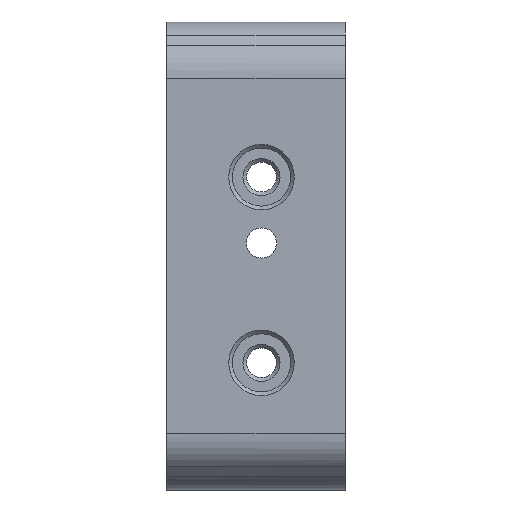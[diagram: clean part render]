
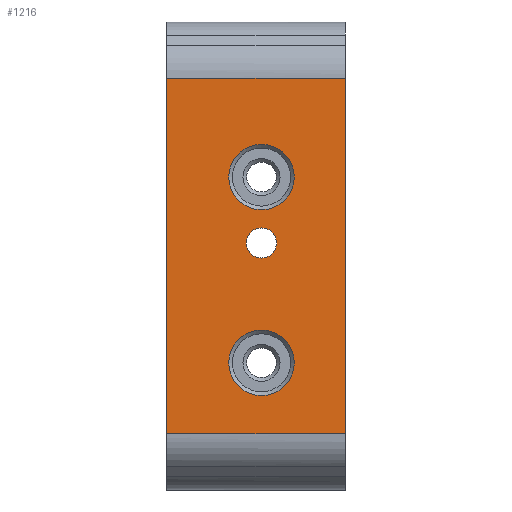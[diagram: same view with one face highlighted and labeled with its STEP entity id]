
A CAD part, front view. The second image highlights one B-rep face of the part: STEP entity #1216.
In plain terms, the highlighted planar face has unit normal (0, -1, 0).
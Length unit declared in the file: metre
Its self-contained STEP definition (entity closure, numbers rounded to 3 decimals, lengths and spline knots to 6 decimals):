
#96=CIRCLE('',#1292,0.001625);
#107=CIRCLE('',#1326,0.003525);
#109=CIRCLE('',#1330,0.003525);
#324=ORIENTED_EDGE('',*,*,#555,.F.);
#325=ORIENTED_EDGE('',*,*,#548,.F.);
#326=ORIENTED_EDGE('',*,*,#482,.F.);
#327=ORIENTED_EDGE('',*,*,#456,.F.);
#328=ORIENTED_EDGE('',*,*,#552,.T.);
#329=ORIENTED_EDGE('',*,*,#556,.T.);
#330=ORIENTED_EDGE('',*,*,#549,.T.);
#456=EDGE_CURVE('',#611,#612,#718,.T.);
#482=EDGE_CURVE('',#637,#637,#96,.T.);
#548=EDGE_CURVE('',#679,#679,#107,.T.);
#549=EDGE_CURVE('',#680,#612,#770,.T.);
#552=EDGE_CURVE('',#611,#681,#771,.T.);
#555=EDGE_CURVE('',#683,#683,#109,.T.);
#556=EDGE_CURVE('',#681,#680,#773,.T.);
#611=VERTEX_POINT('',#1743);
#612=VERTEX_POINT('',#1745);
#637=VERTEX_POINT('',#1822);
#679=VERTEX_POINT('',#2047);
#680=VERTEX_POINT('',#2057);
#681=VERTEX_POINT('',#2074);
#683=VERTEX_POINT('',#2082);
#718=LINE('',#1744,#803);
#770=LINE('',#2056,#855);
#771=LINE('',#2075,#856);
#773=LINE('',#2083,#858);
#803=VECTOR('',#1398,1.);
#855=VECTOR('',#1586,1.);
#856=VECTOR('',#1587,1.);
#858=VECTOR('',#1597,1.);
#965=EDGE_LOOP('',(#324));
#966=EDGE_LOOP('',(#325));
#967=EDGE_LOOP('',(#326));
#968=EDGE_LOOP('',(#327,#328,#329,#330));
#1090=FACE_BOUND('',#965,.T.);
#1091=FACE_BOUND('',#966,.T.);
#1092=FACE_BOUND('',#967,.T.);
#1093=FACE_BOUND('',#968,.T.);
#1151=PLANE('',#1329);
#1216=ADVANCED_FACE('',(#1090,#1091,#1092,#1093),#1151,.T.);
#1292=AXIS2_PLACEMENT_3D('',#1821,#1471,#1472);
#1326=AXIS2_PLACEMENT_3D('',#2046,#1584,#1585);
#1329=AXIS2_PLACEMENT_3D('',#2080,#1593,#1594);
#1330=AXIS2_PLACEMENT_3D('',#2081,#1595,#1596);
#1398=DIRECTION('',(0.,0.,-1.));
#1471=DIRECTION('',(0.,-1.,0.));
#1472=DIRECTION('',(1.,0.,0.));
#1584=DIRECTION('',(0.,-1.,0.));
#1585=DIRECTION('',(0.,0.,-1.));
#1586=DIRECTION('',(1.,0.,0.));
#1587=DIRECTION('',(-1.,0.,0.));
#1593=DIRECTION('',(0.,-1.,0.));
#1594=DIRECTION('',(1.,0.,0.));
#1595=DIRECTION('',(0.,-1.,0.));
#1596=DIRECTION('',(0.,0.,-1.));
#1597=DIRECTION('',(0.,0.,-1.));
#1743=CARTESIAN_POINT('',(0.045495,0.010539,0.176701));
#1744=CARTESIAN_POINT('',(0.045495,0.010539,0.139622));
#1745=CARTESIAN_POINT('',(0.045495,0.010539,0.138443));
#1821=CARTESIAN_POINT('',(0.036495,0.010539,0.158972));
#1822=CARTESIAN_POINT('',(0.03812,0.010539,0.158972));
#2046=CARTESIAN_POINT('',(0.036495,0.010539,0.146072));
#2047=CARTESIAN_POINT('',(0.036495,0.010539,0.142547));
#2056=CARTESIAN_POINT('',(0.044405,0.010539,0.138443));
#2057=CARTESIAN_POINT('',(0.026315,0.010539,0.138443));
#2074=CARTESIAN_POINT('',(0.026315,0.010539,0.176701));
#2075=CARTESIAN_POINT('',(0.044405,0.010539,0.176701));
#2080=CARTESIAN_POINT('',(0.061495,0.010539,0.160272));
#2081=CARTESIAN_POINT('',(0.036495,0.010539,0.166072));
#2082=CARTESIAN_POINT('',(0.036495,0.010539,0.162547));
#2083=CARTESIAN_POINT('',(0.026315,0.010539,0.160272));
